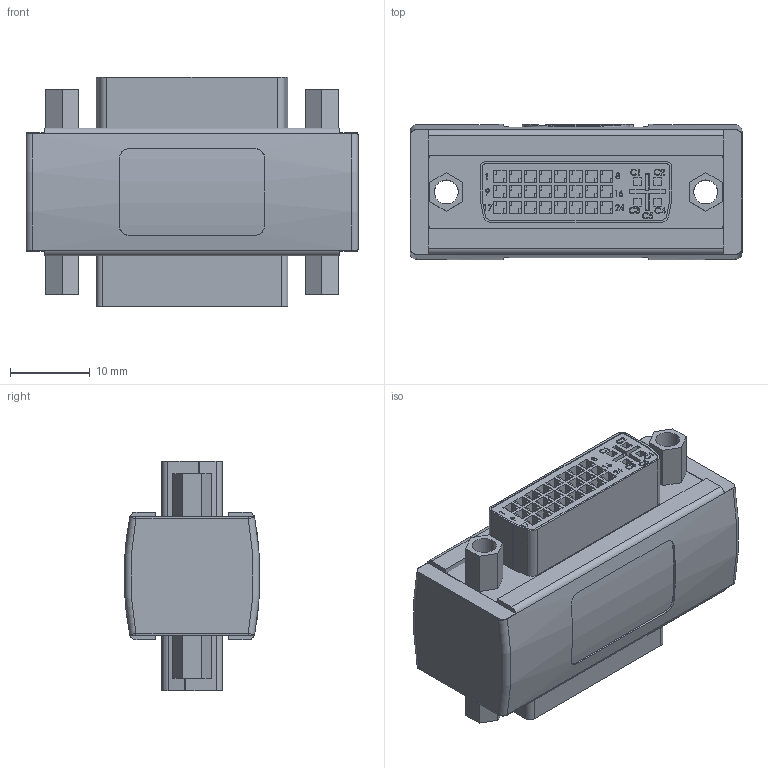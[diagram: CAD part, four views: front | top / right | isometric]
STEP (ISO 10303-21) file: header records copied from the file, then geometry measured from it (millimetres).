
FILE_DESCRIPTION (( 'STEP AP214' ), '1' );
FILE_NAME ('VIC00001_3D.STEP', '2020-08-26T19:59:21', ( '' ), ( '' ), 'SwSTEP 2.0', 'SolidWorks 2018', '' );
FILE_SCHEMA (( 'AUTOMOTIVE_DESIGN' ));
Length unit declared in the file: inch
Products named in the file (3): 1AH01-005(VIC00001)_WHITE INSULATOR; VIC00001-001-WHOLE; VIC00001_3D
Assembly tree (3 placements, depth 2):
  VIC00001_3D
    VIC00001-001-WHOLE
    1AH01-005(VIC00001)_WHITE INSULATOR  x2
Bounding box: 41.6 x 16.98 x 28.8 mm (x, y, z)
Volume: 9837.3 mm3; surface area: 8397.8 mm2
Topology: 3 solids, 3 shells, 1299 faces, 3483 edges, 2314 vertices
Faces by surface type: plane 981, bspline 228, cylinder 78, sphere 8, torus 4
Entity records: 29764 total; most frequent: CARTESIAN_POINT 11549, ORIENTED_EDGE 3732, DIRECTION 2904, EDGE_CURVE 1866, LINE 1482, VECTOR 1482, VERTEX_POINT 1236, EDGE_LOOP 766
